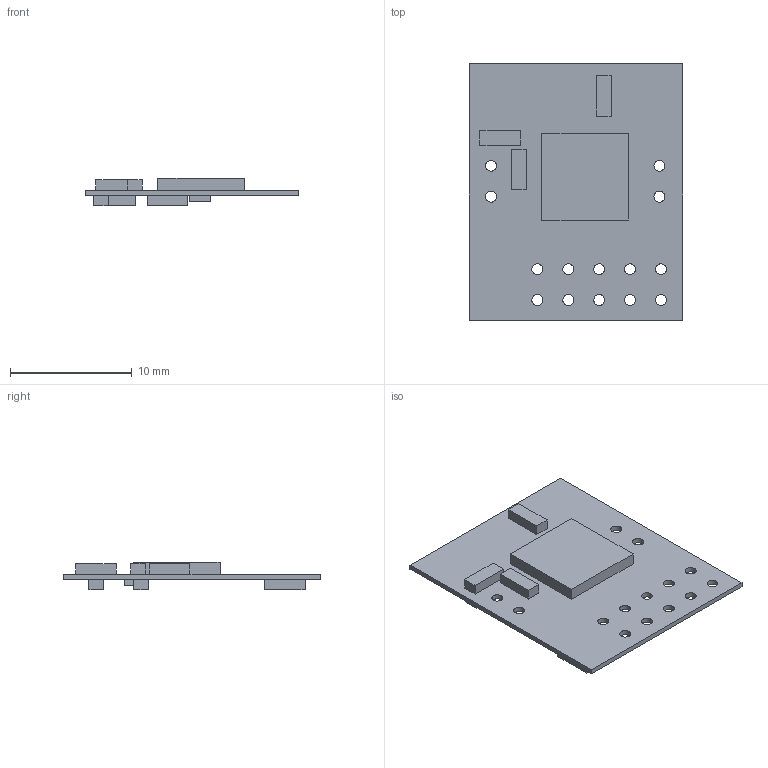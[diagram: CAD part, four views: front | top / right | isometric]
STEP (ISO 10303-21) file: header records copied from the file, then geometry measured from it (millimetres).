
FILE_DESCRIPTION(('Open CASCADE Model'),'2;1');
FILE_NAME('Open CASCADE Shape Model','2018-04-17T12:47:35',('Author'),( 'Open CASCADE'),'Open CASCADE STEP processor 6.8','Open CASCADE 6.8' ,'Unknown');
FILE_SCHEMA(('AUTOMOTIVE_DESIGN { 1 0 10303 214 1 1 1 1 }'));
Length unit declared in the file: millimetre
Products named in the file (1): PCB
Bounding box: 17.53 x 21.08 x 2.28 mm (x, y, z)
Volume: 221.1 mm3; surface area: 1001.1 mm2
Topology: 9 solids, 9 shells, 68 faces, 150 edges, 100 vertices
Faces by surface type: plane 54, cylinder 14
Full cylindrical faces by diameter (mm): 0.9 x14
Entity records: 1978 total; most frequent: CARTESIAN_POINT 319, DIRECTION 316, ORIENTED_EDGE 300, EDGE_CURVE 150, LINE 122, VECTOR 122, VERTEX_POINT 100, AXIS2_PLACEMENT_3D 97
